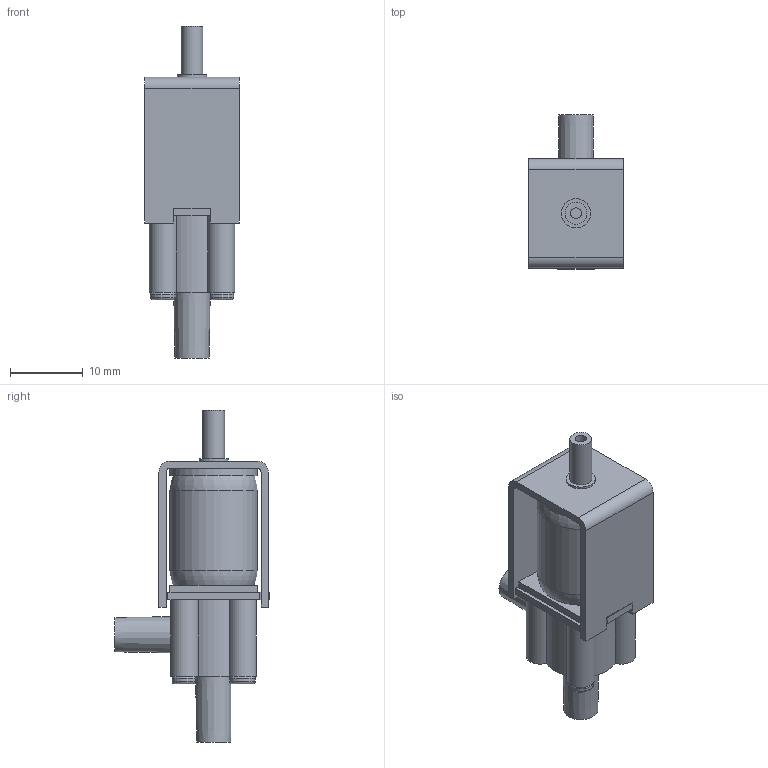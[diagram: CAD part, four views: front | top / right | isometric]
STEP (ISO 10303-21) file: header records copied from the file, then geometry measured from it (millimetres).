
FILE_DESCRIPTION(/* description */ ('STEP AP242','CAx-IF Rec.Pracs.---Representation and Presentation of Product Manufacturing Information (PMI)---4.0---2014-10-13','CAx-IF Rec.Pracs.---3D Tessellated Geometry---0.4---2014-09-14','2;1'),/* implementation_level */ '2;1');
FILE_NAME(/* name */ '6324f46338a863356d5004a0',/* time_stamp */ '2022-09-16T22:10:44+00:00',/* author */ (''),/* organization */ (''),/* preprocessor_version */ 'ST-DEVELOPER v18.102',/* originating_system */ ' ',/* authorisation */ ' ');
FILE_SCHEMA (('AP242_MANAGED_MODEL_BASED_3D_ENGINEERING_MIM_LF { 1 0 10303 442 1 1 4 }'));
Length unit declared in the file: metre
Products named in the file (1): solenoid valve
Bounding box: 13 x 21.12 x 45.5 mm (x, y, z)
Volume: 4188 mm3; surface area: 3446.3 mm2
Topology: 1 solids, 1 shells, 121 faces, 307 edges, 200 vertices
Faces by surface type: plane 88, cylinder 23, torus 6, cone 4
Full cylindrical faces by diameter (mm): 1.5 x1, 2 x2, 3 x1, 3.5 x2, 4 x1, 12 x2
Entity records: 4034 total; most frequent: CARTESIAN_POINT 636, DIRECTION 578, ORIENTED_EDGE 568, EDGE_CURVE 284, LINE 224, VECTOR 224, VERTEX_POINT 196, AXIS2_PLACEMENT_3D 177
